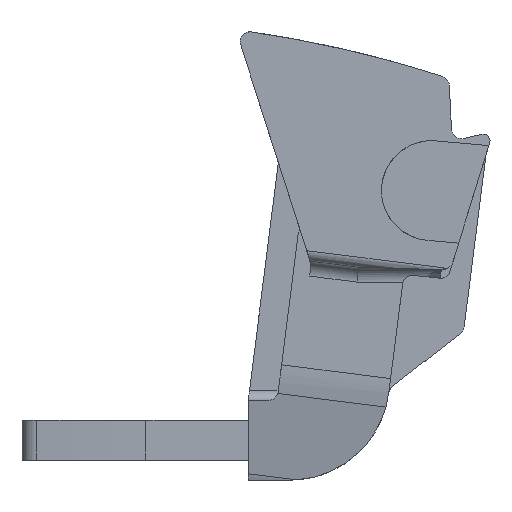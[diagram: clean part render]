
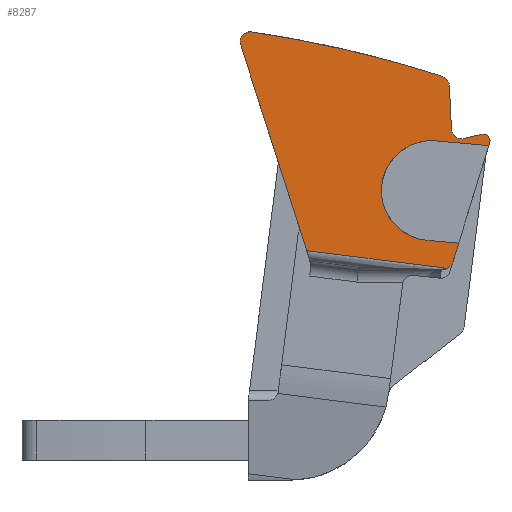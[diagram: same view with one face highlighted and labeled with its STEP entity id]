
A CAD part, left-side view. The second image highlights one B-rep face of the part: STEP entity #8287.
In plain terms, the highlighted planar face has unit normal (-1, 0, 0).
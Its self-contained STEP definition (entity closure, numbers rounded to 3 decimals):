
#8161=AXIS2_PLACEMENT_3D('Circle Axis2P3D',#8159,#8160,$) ;
#8174=AXIS2_PLACEMENT_3D('Plane Axis2P3D',#8171,#8172,#8173) ;
#8185=AXIS2_PLACEMENT_3D('Circle Axis2P3D',#8183,#8184,$) ;
#8204=AXIS2_PLACEMENT_3D('Circle Axis2P3D',#8202,#8203,$) ;
#8218=AXIS2_PLACEMENT_3D('Circle Axis2P3D',#8216,#8217,$) ;
#8225=AXIS2_PLACEMENT_3D('Circle Axis2P3D',#8223,#8224,$) ;
#8232=AXIS2_PLACEMENT_3D('Circle Axis2P3D',#8230,#8231,$) ;
#8239=AXIS2_PLACEMENT_3D('Circle Axis2P3D',#8237,#8238,$) ;
#6399=CARTESIAN_POINT('Vertex',(0.,0.,10.137)) ;
#6402=CARTESIAN_POINT('Line Origine',(0.,0.013,10.096)) ;
#6406=CARTESIAN_POINT('Vertex',(0.,0.026,10.054)) ;
#6427=CARTESIAN_POINT('Vertex',(0.,0.933,7.122)) ;
#6430=CARTESIAN_POINT('Line Origine',(0.,1.019,6.845)) ;
#6434=CARTESIAN_POINT('Vertex',(0.,1.105,6.568)) ;
#8156=CARTESIAN_POINT('Vertex',(0.,0.235,10.391)) ;
#8159=CARTESIAN_POINT('Axis2P3D Location',(0.,0.191,10.196)) ;
#8171=CARTESIAN_POINT('Axis2P3D Location',(0.,12.254,1.2)) ;
#8176=CARTESIAN_POINT('Line Origine',(0.,1.409,7.164)) ;
#8180=CARTESIAN_POINT('Vertex',(0.,1.885,7.206)) ;
#8183=CARTESIAN_POINT('Axis2P3D Location',(0.,1.754,8.7)) ;
#8187=CARTESIAN_POINT('Vertex',(0.,1.624,10.194)) ;
#8190=CARTESIAN_POINT('Line Origine',(0.,0.825,10.124)) ;
#8195=CARTESIAN_POINT('Line Origine',(0.,0.509,10.329)) ;
#8199=CARTESIAN_POINT('Vertex',(0.,0.783,10.267)) ;
#8202=CARTESIAN_POINT('Axis2P3D Location',(0.,0.849,10.559)) ;
#8206=CARTESIAN_POINT('Vertex',(0.,1.149,10.545)) ;
#8209=CARTESIAN_POINT('Line Origine',(0.,1.181,11.202)) ;
#8213=CARTESIAN_POINT('Vertex',(0.,1.213,11.859)) ;
#8216=CARTESIAN_POINT('Axis2P3D Location',(0.,1.513,11.844)) ;
#8220=CARTESIAN_POINT('Vertex',(0.,1.42,12.13)) ;
#8223=CARTESIAN_POINT('Axis2P3D Location',(0.,12.256,-21.361)) ;
#8227=CARTESIAN_POINT('Vertex',(0.,2.87,12.564)) ;
#8230=CARTESIAN_POINT('Axis2P3D Location',(0.,12.256,-21.361)) ;
#8234=CARTESIAN_POINT('Vertex',(0.,7.154,13.467)) ;
#8237=CARTESIAN_POINT('Axis2P3D Location',(0.,7.197,13.17)) ;
#8241=CARTESIAN_POINT('Vertex',(0.,7.483,13.079)) ;
#8244=CARTESIAN_POINT('Line Origine',(0.,6.491,9.988)) ;
#8248=CARTESIAN_POINT('Vertex',(0.,5.498,6.896)) ;
#8251=CARTESIAN_POINT('Line Origine',(0.,3.386,6.63)) ;
#8255=CARTESIAN_POINT('Vertex',(0.,1.273,6.363)) ;
#8259=CARTESIAN_POINT('Control Point',(0.,1.105,6.568)) ;
#8260=CARTESIAN_POINT('Control Point',(0.,1.114,6.537)) ;
#8261=CARTESIAN_POINT('Control Point',(0.,1.128,6.507)) ;
#8262=CARTESIAN_POINT('Control Point',(0.,1.145,6.478)) ;
#8263=CARTESIAN_POINT('Control Point',(0.,1.178,6.434)) ;
#8264=CARTESIAN_POINT('Control Point',(0.,1.219,6.398)) ;
#8265=CARTESIAN_POINT('Control Point',(0.,1.236,6.385)) ;
#8266=CARTESIAN_POINT('Control Point',(0.,1.254,6.373)) ;
#8267=CARTESIAN_POINT('Control Point',(0.,1.273,6.363)) ;
#6403=DIRECTION('Vector Direction',(0.,-0.296,0.955)) ;
#6431=DIRECTION('Vector Direction',(0.,-0.296,0.955)) ;
#8160=DIRECTION('Axis2P3D Direction',(1.,0.,0.)) ;
#8172=DIRECTION('Axis2P3D Direction',(1.,0.,0.)) ;
#8173=DIRECTION('Axis2P3D XDirection',(0.,1.,0.)) ;
#8177=DIRECTION('Vector Direction',(0.,-0.996,-0.087)) ;
#8184=DIRECTION('Axis2P3D Direction',(1.,0.,0.)) ;
#8191=DIRECTION('Vector Direction',(0.,-0.996,-0.087)) ;
#8196=DIRECTION('Vector Direction',(0.,-0.975,0.222)) ;
#8203=DIRECTION('Axis2P3D Direction',(1.,0.,0.)) ;
#8210=DIRECTION('Vector Direction',(0.,-0.049,-0.999)) ;
#8217=DIRECTION('Axis2P3D Direction',(1.,0.,0.)) ;
#8224=DIRECTION('Axis2P3D Direction',(1.,0.,0.)) ;
#8231=DIRECTION('Axis2P3D Direction',(1.,0.,0.)) ;
#8238=DIRECTION('Axis2P3D Direction',(1.,0.,0.)) ;
#8245=DIRECTION('Vector Direction',(0.,0.306,0.952)) ;
#8252=DIRECTION('Vector Direction',(0.,-0.992,-0.125)) ;
#6404=VECTOR('Line Direction',#6403,1.) ;
#6432=VECTOR('Line Direction',#6431,1.) ;
#8178=VECTOR('Line Direction',#8177,1.) ;
#8192=VECTOR('Line Direction',#8191,1.) ;
#8197=VECTOR('Line Direction',#8196,1.) ;
#8211=VECTOR('Line Direction',#8210,1.) ;
#8246=VECTOR('Line Direction',#8245,1.) ;
#8253=VECTOR('Line Direction',#8252,1.) ;
#8270=ORIENTED_EDGE('',*,*,#8182,.F.) ;
#8271=ORIENTED_EDGE('',*,*,#8189,.T.) ;
#8272=ORIENTED_EDGE('',*,*,#8194,.T.) ;
#8273=ORIENTED_EDGE('',*,*,#6408,.T.) ;
#8274=ORIENTED_EDGE('',*,*,#8163,.F.) ;
#8275=ORIENTED_EDGE('',*,*,#8201,.F.) ;
#8276=ORIENTED_EDGE('',*,*,#8208,.T.) ;
#8277=ORIENTED_EDGE('',*,*,#8215,.F.) ;
#8278=ORIENTED_EDGE('',*,*,#8222,.F.) ;
#8279=ORIENTED_EDGE('',*,*,#8229,.F.) ;
#8280=ORIENTED_EDGE('',*,*,#8236,.F.) ;
#8281=ORIENTED_EDGE('',*,*,#8243,.F.) ;
#8282=ORIENTED_EDGE('',*,*,#8250,.F.) ;
#8283=ORIENTED_EDGE('',*,*,#8257,.T.) ;
#8284=ORIENTED_EDGE('',*,*,#8268,.F.) ;
#8285=ORIENTED_EDGE('',*,*,#6436,.T.) ;
#8287=ADVANCED_FACE('Short_circuit_bridge_plastic',(#8286),#8175,.F.) ;
#8258=B_SPLINE_CURVE_WITH_KNOTS('',5,(#8259,#8260,#8261,#8262,#8263,#8264,#8265,#8266,#8267),.UNSPECIFIED.,.F.,.U.,(6,3,6),(0.,0.231,0.385),.UNSPECIFIED.) ;
#8162=CIRCLE('generated circle',#8161,0.2) ;
#8186=CIRCLE('generated circle',#8185,1.5) ;
#8205=CIRCLE('generated circle',#8204,0.3) ;
#8219=CIRCLE('generated circle',#8218,0.3) ;
#8226=CIRCLE('generated circle',#8225,35.2) ;
#8233=CIRCLE('generated circle',#8232,35.2) ;
#8240=CIRCLE('generated circle',#8239,0.3) ;
#6408=EDGE_CURVE('',#6407,#6400,#6405,.T.) ;
#6436=EDGE_CURVE('',#6435,#6428,#6433,.T.) ;
#8163=EDGE_CURVE('',#8157,#6400,#8162,.T.) ;
#8182=EDGE_CURVE('',#8181,#6428,#8179,.T.) ;
#8189=EDGE_CURVE('',#8181,#8188,#8186,.T.) ;
#8194=EDGE_CURVE('',#8188,#6407,#8193,.T.) ;
#8201=EDGE_CURVE('',#8200,#8157,#8198,.T.) ;
#8208=EDGE_CURVE('',#8200,#8207,#8205,.T.) ;
#8215=EDGE_CURVE('',#8214,#8207,#8212,.T.) ;
#8222=EDGE_CURVE('',#8221,#8214,#8219,.T.) ;
#8229=EDGE_CURVE('',#8228,#8221,#8226,.T.) ;
#8236=EDGE_CURVE('',#8235,#8228,#8233,.T.) ;
#8243=EDGE_CURVE('',#8242,#8235,#8240,.T.) ;
#8250=EDGE_CURVE('',#8249,#8242,#8247,.T.) ;
#8257=EDGE_CURVE('',#8249,#8256,#8254,.T.) ;
#8268=EDGE_CURVE('',#6435,#8256,#8258,.T.) ;
#8269=EDGE_LOOP('',(#8270,#8271,#8272,#8273,#8274,#8275,#8276,#8277,#8278,#8279,#8280,#8281,#8282,#8283,#8284,#8285)) ;
#8286=FACE_OUTER_BOUND('',#8269,.T.) ;
#6405=LINE('Line',#6402,#6404) ;
#6433=LINE('Line',#6430,#6432) ;
#8179=LINE('Line',#8176,#8178) ;
#8193=LINE('Line',#8190,#8192) ;
#8198=LINE('Line',#8195,#8197) ;
#8212=LINE('Line',#8209,#8211) ;
#8247=LINE('Line',#8244,#8246) ;
#8254=LINE('Line',#8251,#8253) ;
#8175=PLANE('',#8174) ;
#6400=VERTEX_POINT('',#6399) ;
#6407=VERTEX_POINT('',#6406) ;
#6428=VERTEX_POINT('',#6427) ;
#6435=VERTEX_POINT('',#6434) ;
#8157=VERTEX_POINT('',#8156) ;
#8181=VERTEX_POINT('',#8180) ;
#8188=VERTEX_POINT('',#8187) ;
#8200=VERTEX_POINT('',#8199) ;
#8207=VERTEX_POINT('',#8206) ;
#8214=VERTEX_POINT('',#8213) ;
#8221=VERTEX_POINT('',#8220) ;
#8228=VERTEX_POINT('',#8227) ;
#8235=VERTEX_POINT('',#8234) ;
#8242=VERTEX_POINT('',#8241) ;
#8249=VERTEX_POINT('',#8248) ;
#8256=VERTEX_POINT('',#8255) ;
